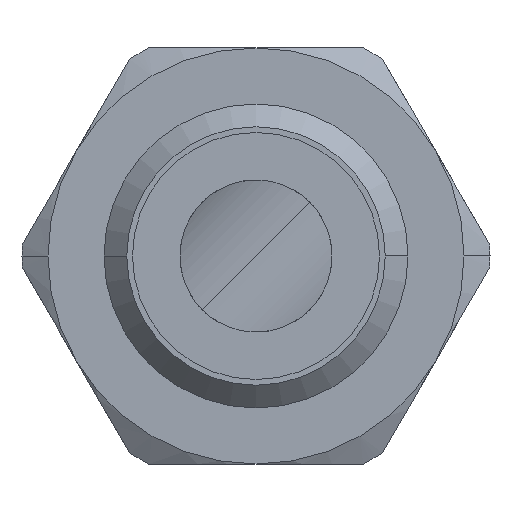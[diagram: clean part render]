
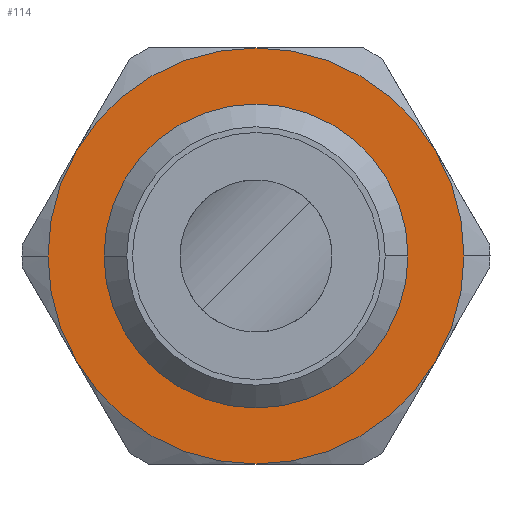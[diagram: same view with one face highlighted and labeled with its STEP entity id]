
A CAD part, left-side view. The second image highlights one B-rep face of the part: STEP entity #114.
In plain terms, the highlighted planar face has unit normal (-1, 0, 0).
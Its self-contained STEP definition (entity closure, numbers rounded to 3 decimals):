
#114=ADVANCED_FACE('',(#261,#262),#263,.F.);
#261=FACE_OUTER_BOUND('',#449,.T.);
#262=FACE_BOUND('',#450,.T.);
#263=PLANE('',#451);
#449=EDGE_LOOP('',(#914,#915,#916,#917,#918,#919,#920,#921));
#450=EDGE_LOOP('',(#922,#923));
#451=AXIS2_PLACEMENT_3D('',#924,#925,#926);
#914=ORIENTED_EDGE('',*,*,#1309,.F.);
#915=ORIENTED_EDGE('',*,*,#1306,.F.);
#916=ORIENTED_EDGE('',*,*,#1303,.F.);
#917=ORIENTED_EDGE('',*,*,#1273,.F.);
#918=ORIENTED_EDGE('',*,*,#1301,.F.);
#919=ORIENTED_EDGE('',*,*,#1317,.F.);
#920=ORIENTED_EDGE('',*,*,#1267,.F.);
#921=ORIENTED_EDGE('',*,*,#1312,.F.);
#922=ORIENTED_EDGE('',*,*,#1249,.F.);
#923=ORIENTED_EDGE('',*,*,#1335,.F.);
#924=CARTESIAN_POINT('',(27.0,0.,0.));
#925=DIRECTION('',(1.0,0.,-0.0));
#926=DIRECTION('',(0.0,0.0,1.0));
#1249=EDGE_CURVE('',#1475,#1478,#1479,.T.);
#1267=EDGE_CURVE('',#1509,#1512,#1513,.T.);
#1273=EDGE_CURVE('',#1522,#1518,#1524,.T.);
#1301=EDGE_CURVE('',#1571,#1522,#1573,.T.);
#1303=EDGE_CURVE('',#1518,#1575,#1576,.T.);
#1306=EDGE_CURVE('',#1575,#1579,#1580,.T.);
#1309=EDGE_CURVE('',#1579,#1583,#1584,.T.);
#1312=EDGE_CURVE('',#1583,#1509,#1587,.T.);
#1317=EDGE_CURVE('',#1512,#1571,#1593,.T.);
#1335=EDGE_CURVE('',#1478,#1475,#1614,.T.);
#1475=VERTEX_POINT('',#1887);
#1478=VERTEX_POINT('',#1891);
#1479=CIRCLE('',#1892,4.0);
#1509=VERTEX_POINT('',#1951);
#1512=VERTEX_POINT('',#1955);
#1513=CIRCLE('',#1956,5.475);
#1518=VERTEX_POINT('',#1972);
#1522=VERTEX_POINT('',#1977);
#1524=CIRCLE('',#1990,5.475);
#1571=VERTEX_POINT('',#2051);
#1573=CIRCLE('',#2064,5.475);
#1575=VERTEX_POINT('',#2077);
#1576=CIRCLE('',#2078,5.475);
#1579=VERTEX_POINT('',#2103);
#1580=CIRCLE('',#2104,5.475);
#1583=VERTEX_POINT('',#2129);
#1584=CIRCLE('',#2130,5.475);
#1587=CIRCLE('',#2155,5.475);
#1593=CIRCLE('',#2205,5.475);
#1614=CIRCLE('',#2314,4.0);
#1887=CARTESIAN_POINT('',(27.0,-4.0,0.0));
#1891=CARTESIAN_POINT('',(27.0,4.0,0.));
#1892=AXIS2_PLACEMENT_3D('',#2797,#2798,#2799);
#1951=CARTESIAN_POINT('',(27.0,-5.475,0.));
#1955=CARTESIAN_POINT('',(27.0,-4.741,-2.738));
#1956=AXIS2_PLACEMENT_3D('',#2829,#2830,#2831);
#1972=CARTESIAN_POINT('',(27.0,5.475,0.));
#1977=CARTESIAN_POINT('',(27.0,4.741,-2.738));
#1990=AXIS2_PLACEMENT_3D('',#2839,#2840,#2841);
#2051=CARTESIAN_POINT('',(27.0,0.0,-5.475));
#2064=AXIS2_PLACEMENT_3D('',#2892,#2893,#2894);
#2077=CARTESIAN_POINT('',(27.0,4.741,2.738));
#2078=AXIS2_PLACEMENT_3D('',#2895,#2896,#2897);
#2103=CARTESIAN_POINT('',(27.0,0.,5.475));
#2104=AXIS2_PLACEMENT_3D('',#2898,#2899,#2900);
#2129=CARTESIAN_POINT('',(27.0,-4.741,2.738));
#2130=AXIS2_PLACEMENT_3D('',#2901,#2902,#2903);
#2155=AXIS2_PLACEMENT_3D('',#2904,#2905,#2906);
#2205=AXIS2_PLACEMENT_3D('',#2907,#2908,#2909);
#2314=AXIS2_PLACEMENT_3D('',#2937,#2938,#2939);
#2797=CARTESIAN_POINT('',(27.0,0.0,0.0));
#2798=DIRECTION('',(-1.0,0.,0.0));
#2799=DIRECTION('',(0.,-1.0,0.0));
#2829=CARTESIAN_POINT('',(27.0,0.0,0.0));
#2830=DIRECTION('',(1.0,0.,0.0));
#2831=DIRECTION('',(0.,-1.0,0.0));
#2839=CARTESIAN_POINT('',(27.0,0.0,0.0));
#2840=DIRECTION('',(1.0,0.,0.0));
#2841=DIRECTION('',(0.,-1.0,0.0));
#2892=CARTESIAN_POINT('',(27.0,0.0,0.0));
#2893=DIRECTION('',(1.0,0.,0.0));
#2894=DIRECTION('',(0.,-1.0,0.0));
#2895=CARTESIAN_POINT('',(27.0,0.0,0.0));
#2896=DIRECTION('',(1.0,0.,0.0));
#2897=DIRECTION('',(0.,-1.0,0.0));
#2898=CARTESIAN_POINT('',(27.0,0.0,0.0));
#2899=DIRECTION('',(1.0,0.,0.0));
#2900=DIRECTION('',(0.,-1.0,0.0));
#2901=CARTESIAN_POINT('',(27.0,0.0,0.0));
#2902=DIRECTION('',(1.0,0.,0.0));
#2903=DIRECTION('',(0.,-1.0,0.0));
#2904=CARTESIAN_POINT('',(27.0,0.0,0.0));
#2905=DIRECTION('',(1.0,0.,0.0));
#2906=DIRECTION('',(0.,-1.0,0.0));
#2907=CARTESIAN_POINT('',(27.0,0.0,0.0));
#2908=DIRECTION('',(1.0,0.,0.0));
#2909=DIRECTION('',(0.,-1.0,0.0));
#2937=CARTESIAN_POINT('',(27.0,0.0,0.0));
#2938=DIRECTION('',(-1.0,0.,0.0));
#2939=DIRECTION('',(0.,-1.0,0.0));
